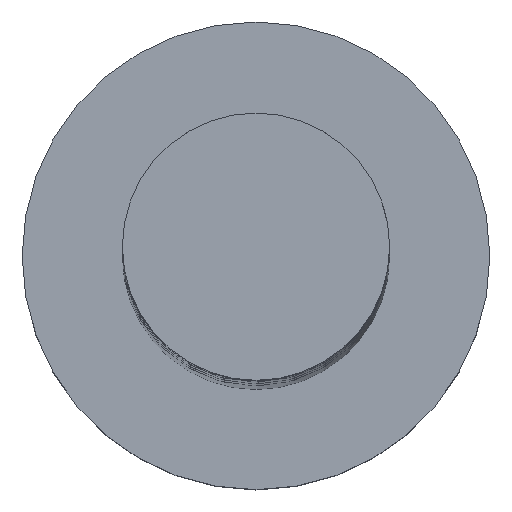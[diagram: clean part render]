
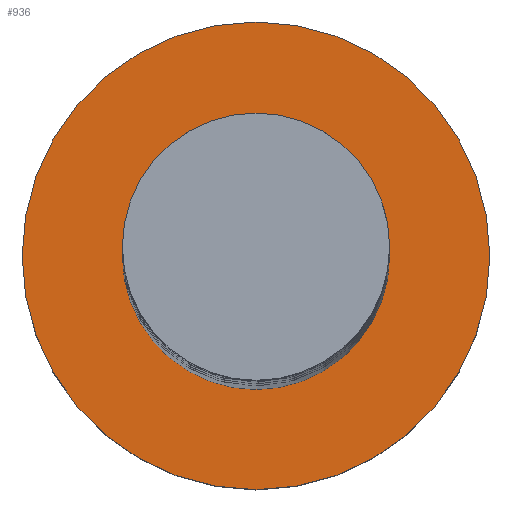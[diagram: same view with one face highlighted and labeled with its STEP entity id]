
A CAD part, top view. The second image highlights one B-rep face of the part: STEP entity #936.
In plain terms, the highlighted planar face has unit normal (0, 0, 1).
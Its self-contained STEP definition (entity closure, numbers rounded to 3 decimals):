
#98 = AXIS2_PLACEMENT_3D ( 'NONE', #494, #905, #1437 ) ;
#110 = VERTEX_POINT ( 'NONE', #1393 ) ;
#113 = CARTESIAN_POINT ( 'NONE',  ( 4., 0., 5. ) ) ;
#120 = AXIS2_PLACEMENT_3D ( 'NONE', #466, #1399, #1529 ) ;
#189 = DIRECTION ( 'NONE',  ( 1., 0., 0. ) ) ;
#313 = CARTESIAN_POINT ( 'NONE',  ( 0., 0., 5. ) ) ;
#331 = ORIENTED_EDGE ( 'NONE', *, *, #382, .F. ) ;
#382 = EDGE_CURVE ( 'NONE', #1323, #1032, #516, .T. ) ;
#416 = FACE_OUTER_BOUND ( 'NONE', #1386, .T. ) ;
#452 = CARTESIAN_POINT ( 'NONE',  ( -4., 0., 5. ) ) ;
#466 = CARTESIAN_POINT ( 'NONE',  ( 0., 0., 5. ) ) ;
#472 = ORIENTED_EDGE ( 'NONE', *, *, #1133, .T. ) ;
#494 = CARTESIAN_POINT ( 'NONE',  ( 0., 0., 5. ) ) ;
#516 = CIRCLE ( 'NONE', #120, 4. ) ;
#544 = CIRCLE ( 'NONE', #98, 4. ) ;
#582 = FACE_BOUND ( 'NONE', #1556, .T. ) ;
#610 = CARTESIAN_POINT ( 'NONE',  ( -7., 0., 5. ) ) ;
#717 = AXIS2_PLACEMENT_3D ( 'NONE', #313, #1519, #1371 ) ;
#849 = ORIENTED_EDGE ( 'NONE', *, *, #909, .T. ) ;
#905 = DIRECTION ( 'NONE',  ( 0., 0., 1. ) ) ;
#909 = EDGE_CURVE ( 'NONE', #110, #1534, #1077, .T. ) ;
#936 = ADVANCED_FACE ( 'NONE', ( #582, #416 ), #1223, .T. ) ;
#1032 = VERTEX_POINT ( 'NONE', #452 ) ;
#1077 = CIRCLE ( 'NONE', #717, 7. ) ;
#1107 = DIRECTION ( 'NONE',  ( 1., 0., 0. ) ) ;
#1133 = EDGE_CURVE ( 'NONE', #1534, #110, #1704, .T. ) ;
#1159 = CARTESIAN_POINT ( 'NONE',  ( 0., 0., 5. ) ) ;
#1223 = PLANE ( 'NONE',  #1421 ) ;
#1261 = DIRECTION ( 'NONE',  ( 0., 0., 1. ) ) ;
#1283 = DIRECTION ( 'NONE',  ( 0., 0., 1. ) ) ;
#1323 = VERTEX_POINT ( 'NONE', #113 ) ;
#1371 = DIRECTION ( 'NONE',  ( 1., 0., 0. ) ) ;
#1386 = EDGE_LOOP ( 'NONE', ( #472, #849 ) ) ;
#1393 = CARTESIAN_POINT ( 'NONE',  ( 7., 0., 5. ) ) ;
#1399 = DIRECTION ( 'NONE',  ( 0., 0., 1. ) ) ;
#1421 = AXIS2_PLACEMENT_3D ( 'NONE', #1652, #1261, #1107 ) ;
#1428 = ORIENTED_EDGE ( 'NONE', *, *, #1630, .F. ) ;
#1437 = DIRECTION ( 'NONE',  ( 1., 0., 0. ) ) ;
#1519 = DIRECTION ( 'NONE',  ( 0., 0., 1. ) ) ;
#1529 = DIRECTION ( 'NONE',  ( 1., 0., 0. ) ) ;
#1534 = VERTEX_POINT ( 'NONE', #610 ) ;
#1556 = EDGE_LOOP ( 'NONE', ( #1428, #331 ) ) ;
#1584 = AXIS2_PLACEMENT_3D ( 'NONE', #1159, #1283, #189 ) ;
#1630 = EDGE_CURVE ( 'NONE', #1032, #1323, #544, .T. ) ;
#1652 = CARTESIAN_POINT ( 'NONE',  ( 0., 0., 5. ) ) ;
#1704 = CIRCLE ( 'NONE', #1584, 7. ) ;
